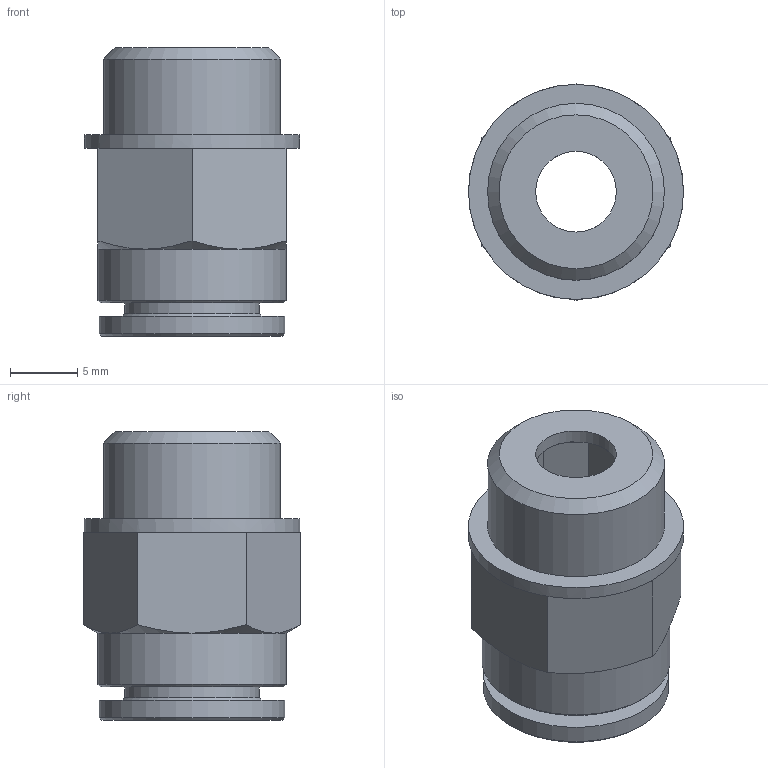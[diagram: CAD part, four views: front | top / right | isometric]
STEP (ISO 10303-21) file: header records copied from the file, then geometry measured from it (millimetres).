
FILE_DESCRIPTION(/* description */ ('STEP AP214'),/* implementation_level */ '2;1');
FILE_NAME(/* name */ '578342_NPQH-D-G14-Q8-P10',/* time_stamp */ '2024-09-12T10:50:13+02:00',/* author */ ('License CC BY-ND 4.0'),/* organization */ ('CADENAS'),/* preprocessor_version */ 'ST-DEVELOPER v19.3',/* originating_system */ 'PARTsolutions',/* authorisation */ ' ');
FILE_SCHEMA (('AUTOMOTIVE_DESIGN {1 0 10303 214 3 1 1}'));
Length unit declared in the file: millimetre
Products named in the file (1): 578342 NPQH-D-G14-Q8-P10
Bounding box: 16 x 16.17 x 21.5 mm (x, y, z)
Volume: 2276.5 mm3; surface area: 1901.1 mm2
Topology: 1 solids, 1 shells, 54 faces, 116 edges, 67 vertices
Faces by surface type: plane 35, cone 12, cylinder 7
Full cylindrical faces by diameter (mm): 6 x1, 8 x1, 10 x1, 13.157 x1, 13.8 x1, 14 x1, 16 x1
Entity records: 1402 total; most frequent: CARTESIAN_POINT 283, DIRECTION 232, ORIENTED_EDGE 200, EDGE_CURVE 100, AXIS2_PLACEMENT_3D 95, EDGE_LOOP 72, FACE_BOUND 72, VERTEX_POINT 64
